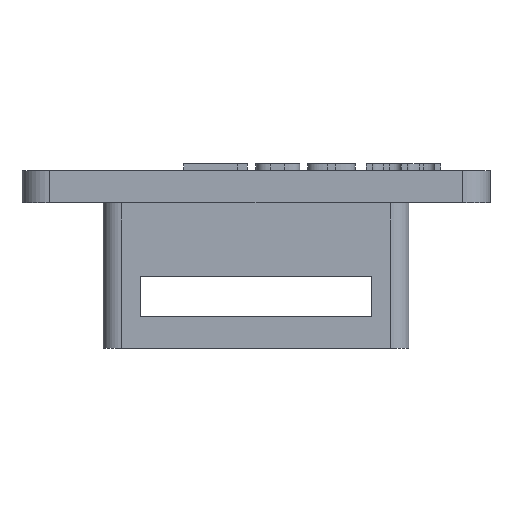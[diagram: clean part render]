
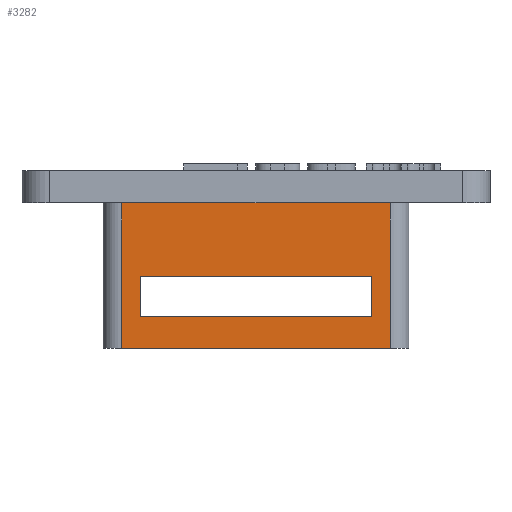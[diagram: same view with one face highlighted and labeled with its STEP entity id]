
A CAD part, front view. The second image highlights one B-rep face of the part: STEP entity #3282.
In plain terms, the highlighted planar face has unit normal (0, -1, 0).
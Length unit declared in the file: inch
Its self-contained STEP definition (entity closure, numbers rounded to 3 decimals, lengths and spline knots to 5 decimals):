
#43 = AXIS2_PLACEMENT_3D ( 'NONE', #2187, #3386, #1901 ) ;
#46 = EDGE_CURVE ( 'NONE', #1194, #1547, #2639, .T. ) ;
#113 = CARTESIAN_POINT ( 'NONE',  ( 0.33, -0.44, -0.384 ) ) ;
#207 = EDGE_LOOP ( 'NONE', ( #366, #2584, #415, #1331 ) ) ;
#265 = VECTOR ( 'NONE', #2850, 39.37008 ) ;
#289 = DIRECTION ( 'NONE',  ( -1., 0., 0. ) ) ;
#343 = CARTESIAN_POINT ( 'NONE',  ( 0.25, -0.44, -0.229 ) ) ;
#366 = ORIENTED_EDGE ( 'NONE', *, *, #1277, .T. ) ;
#415 = ORIENTED_EDGE ( 'NONE', *, *, #627, .T. ) ;
#452 = CARTESIAN_POINT ( 'NONE',  ( -0.25, -0.44, -0.316 ) ) ;
#507 = DIRECTION ( 'NONE',  ( 0., 0., 1. ) ) ;
#511 = DIRECTION ( 'NONE',  ( -1., 0., 0. ) ) ;
#564 = VERTEX_POINT ( 'NONE', #452 ) ;
#627 = EDGE_CURVE ( 'NONE', #2177, #2197, #1266, .T. ) ;
#763 = VECTOR ( 'NONE', #507, 39.37008 ) ;
#1034 = EDGE_CURVE ( 'NONE', #2197, #3310, #1705, .T. ) ;
#1133 = CARTESIAN_POINT ( 'NONE',  ( 0.25, -0.44, -0.229 ) ) ;
#1185 = VERTEX_POINT ( 'NONE', #1551 ) ;
#1194 = VERTEX_POINT ( 'NONE', #2482 ) ;
#1229 = EDGE_CURVE ( 'NONE', #3252, #2177, #2729, .T. ) ;
#1266 = LINE ( 'NONE', #113, #1937 ) ;
#1277 = EDGE_CURVE ( 'NONE', #3310, #3252, #3280, .T. ) ;
#1329 = FACE_BOUND ( 'NONE', #1673, .T. ) ;
#1331 = ORIENTED_EDGE ( 'NONE', *, *, #1034, .T. ) ;
#1385 = CARTESIAN_POINT ( 'NONE',  ( 0.25, -0.44, -0.229 ) ) ;
#1450 = CARTESIAN_POINT ( 'NONE',  ( 0.29, -0.44, -0.384 ) ) ;
#1465 = LINE ( 'NONE', #2683, #2576 ) ;
#1547 = VERTEX_POINT ( 'NONE', #343 ) ;
#1551 = CARTESIAN_POINT ( 'NONE',  ( -0.25, -0.44, -0.229 ) ) ;
#1673 = EDGE_LOOP ( 'NONE', ( #3082, #2649, #3226, #2254 ) ) ;
#1705 = LINE ( 'NONE', #3258, #1842 ) ;
#1842 = VECTOR ( 'NONE', #3244, 39.37008 ) ;
#1901 = DIRECTION ( 'NONE',  ( 0., 0., 1. ) ) ;
#1937 = VECTOR ( 'NONE', #3563, 39.37008 ) ;
#2049 = DIRECTION ( 'NONE',  ( 1., 0., 0. ) ) ;
#2162 = PLANE ( 'NONE',  #43 ) ;
#2177 = VERTEX_POINT ( 'NONE', #2320 ) ;
#2187 = CARTESIAN_POINT ( 'NONE',  ( 0.33, -0.44, -1.868 ) ) ;
#2197 = VERTEX_POINT ( 'NONE', #1450 ) ;
#2254 = ORIENTED_EDGE ( 'NONE', *, *, #3589, .F. ) ;
#2278 = CARTESIAN_POINT ( 'NONE',  ( 0.33, -0.44, -0.07 ) ) ;
#2320 = CARTESIAN_POINT ( 'NONE',  ( -0.29, -0.44, -0.384 ) ) ;
#2455 = VECTOR ( 'NONE', #511, 39.37008 ) ;
#2482 = CARTESIAN_POINT ( 'NONE',  ( 0.25, -0.44, -0.316 ) ) ;
#2483 = VECTOR ( 'NONE', #2893, 39.37008 ) ;
#2576 = VECTOR ( 'NONE', #2049, 39.37008 ) ;
#2584 = ORIENTED_EDGE ( 'NONE', *, *, #1229, .T. ) ;
#2639 = LINE ( 'NONE', #1385, #763 ) ;
#2649 = ORIENTED_EDGE ( 'NONE', *, *, #46, .F. ) ;
#2683 = CARTESIAN_POINT ( 'NONE',  ( 0.25, -0.44, -0.316 ) ) ;
#2729 = LINE ( 'NONE', #2824, #265 ) ;
#2799 = CARTESIAN_POINT ( 'NONE',  ( 0.29, -0.44, -0.07 ) ) ;
#2824 = CARTESIAN_POINT ( 'NONE',  ( -0.29, -0.44, -1.868 ) ) ;
#2850 = DIRECTION ( 'NONE',  ( 0., 0., -1. ) ) ;
#2893 = DIRECTION ( 'NONE',  ( 0., 0., -1. ) ) ;
#2897 = VECTOR ( 'NONE', #289, 39.37008 ) ;
#2996 = LINE ( 'NONE', #3764, #2483 ) ;
#3013 = EDGE_CURVE ( 'NONE', #564, #1194, #1465, .T. ) ;
#3082 = ORIENTED_EDGE ( 'NONE', *, *, #3592, .F. ) ;
#3217 = FACE_OUTER_BOUND ( 'NONE', #207, .T. ) ;
#3226 = ORIENTED_EDGE ( 'NONE', *, *, #3013, .F. ) ;
#3244 = DIRECTION ( 'NONE',  ( 0., 0., 1. ) ) ;
#3252 = VERTEX_POINT ( 'NONE', #3413 ) ;
#3258 = CARTESIAN_POINT ( 'NONE',  ( 0.29, -0.44, -1.868 ) ) ;
#3280 = LINE ( 'NONE', #2278, #2455 ) ;
#3282 = ADVANCED_FACE ( 'NONE', ( #1329, #3217 ), #2162, .F. ) ;
#3310 = VERTEX_POINT ( 'NONE', #2799 ) ;
#3386 = DIRECTION ( 'NONE',  ( 0., 1., 0. ) ) ;
#3413 = CARTESIAN_POINT ( 'NONE',  ( -0.29, -0.44, -0.07 ) ) ;
#3563 = DIRECTION ( 'NONE',  ( 1., 0., 0. ) ) ;
#3589 = EDGE_CURVE ( 'NONE', #1185, #564, #2996, .T. ) ;
#3592 = EDGE_CURVE ( 'NONE', #1547, #1185, #3659, .T. ) ;
#3659 = LINE ( 'NONE', #1133, #2897 ) ;
#3764 = CARTESIAN_POINT ( 'NONE',  ( -0.25, -0.44, -0.229 ) ) ;
